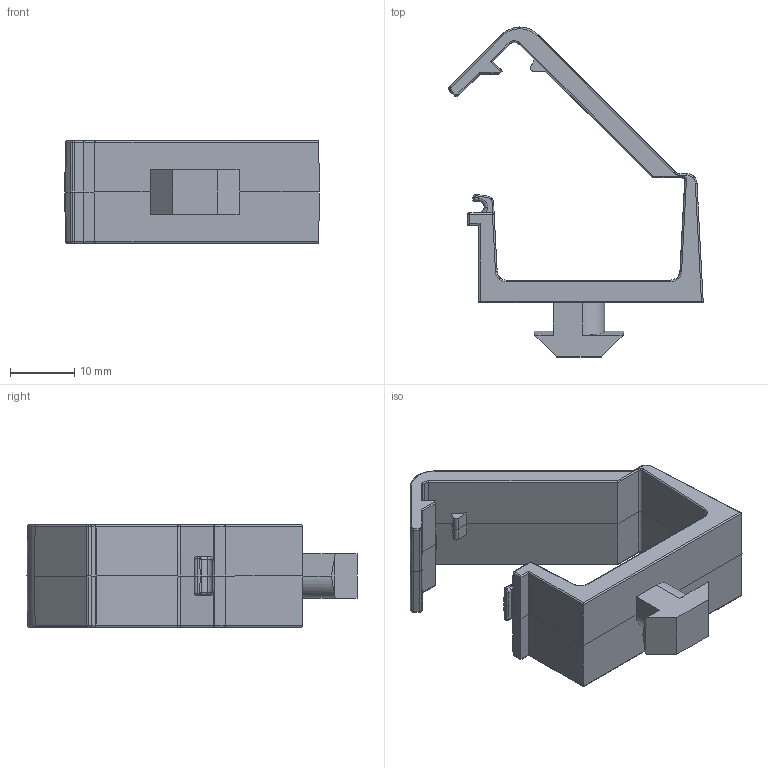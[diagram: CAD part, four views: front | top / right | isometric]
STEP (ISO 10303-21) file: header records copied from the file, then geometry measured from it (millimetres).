
FILE_DESCRIPTION(('FreeCAD Model'),'2;1');
FILE_NAME('Open CASCADE Shape Model','2024-04-03T11:02:15',(''),(''), 'Open CASCADE STEP processor 7.6','FreeCAD','Unknown');
FILE_SCHEMA(('AUTOMOTIVE_DESIGN { 1 0 10303 214 1 1 1 1 }'));
Length unit declared in the file: millimetre
Products named in the file (1): STI8-CPF
Bounding box: 39.73 x 51.52 x 16 mm (x, y, z)
Volume: 5800 mm3; surface area: 4701.6 mm2
Topology: 1 solids, 1 shells, 212 faces, 491 edges, 281 vertices
Faces by surface type: cylinder 88, plane 69, bspline 33, cone 10, torus 6, sphere 6
Entity records: 18482 total; most frequent: CARTESIAN_POINT 9409, DIRECTION 1495, ORIENTED_EDGE 982, PCURVE 982, DEFINITIONAL_REPRESENTATION 982, LINE 930, VECTOR 930, EDGE_CURVE 491
